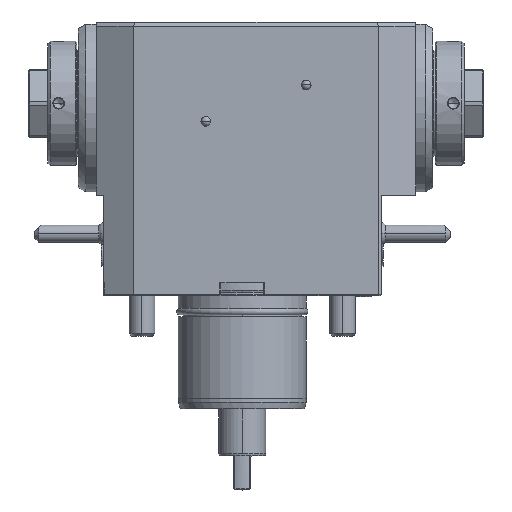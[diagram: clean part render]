
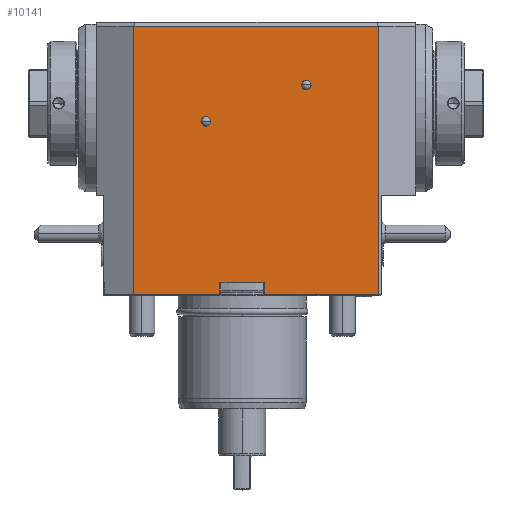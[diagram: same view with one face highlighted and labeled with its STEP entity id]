
A CAD part, top view. The second image highlights one B-rep face of the part: STEP entity #10141.
In plain terms, the highlighted planar face has unit normal (0, 0, 1).
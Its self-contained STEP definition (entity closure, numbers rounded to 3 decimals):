
#209=DIRECTION('',(-1.,0.,0.));
#210=VECTOR('',#209,21.);
#211=CARTESIAN_POINT('',(10.5,6.,54.));
#212=LINE('',#211,#210);
#1586=DIRECTION('',(0.,1.,0.));
#1587=VECTOR('',#1586,125.5);
#1588=CARTESIAN_POINT('',(-50.979,0.5,54.));
#1589=LINE('',#1588,#1587);
#1590=DIRECTION('',(-1.,0.,0.));
#1591=VECTOR('',#1590,114.759);
#1592=CARTESIAN_POINT('',(63.779,126.,54.));
#1593=LINE('',#1592,#1591);
#1594=DIRECTION('',(0.,-1.,0.));
#1595=VECTOR('',#1594,125.5);
#1596=CARTESIAN_POINT('',(63.779,126.,54.));
#1597=LINE('',#1596,#1595);
#1598=DIRECTION('',(-1.,0.,0.));
#1599=VECTOR('',#1598,53.279);
#1600=CARTESIAN_POINT('',(63.779,0.5,54.));
#1601=LINE('',#1600,#1599);
#1602=DIRECTION('',(0.,-1.,0.));
#1603=VECTOR('',#1602,5.5);
#1604=CARTESIAN_POINT('',(10.5,6.,54.));
#1605=LINE('',#1604,#1603);
#1606=DIRECTION('',(0.,1.,0.));
#1607=VECTOR('',#1606,5.5);
#1608=CARTESIAN_POINT('',(-10.5,0.5,54.));
#1609=LINE('',#1608,#1607);
#1610=DIRECTION('',(-1.,0.,0.));
#1611=VECTOR('',#1610,40.479);
#1612=CARTESIAN_POINT('',(-10.5,0.5,54.));
#1613=LINE('',#1612,#1611);
#1614=CARTESIAN_POINT('',(-17.1,81.5,54.));
#1615=DIRECTION('',(0.,0.,-1.));
#1616=DIRECTION('',(-1.,0.,0.));
#1617=AXIS2_PLACEMENT_3D('',#1614,#1615,#1616);
#1619=CARTESIAN_POINT('',(-17.1,81.5,54.));
#1620=DIRECTION('',(0.,0.,-1.));
#1621=DIRECTION('',(1.,0.,0.));
#1622=AXIS2_PLACEMENT_3D('',#1619,#1620,#1621);
#1624=CARTESIAN_POINT('',(29.9,98.5,54.));
#1625=DIRECTION('',(0.,0.,-1.));
#1626=DIRECTION('',(-1.,0.,0.));
#1627=AXIS2_PLACEMENT_3D('',#1624,#1625,#1626);
#1629=CARTESIAN_POINT('',(29.9,98.5,54.));
#1630=DIRECTION('',(0.,0.,-1.));
#1631=DIRECTION('',(1.,0.,0.));
#1632=AXIS2_PLACEMENT_3D('',#1629,#1630,#1631);
#7180=CARTESIAN_POINT('',(-50.979,0.5,54.));
#7182=VERTEX_POINT('',#7180);
#7193=CARTESIAN_POINT('',(63.779,0.5,54.));
#7195=VERTEX_POINT('',#7193);
#7208=CARTESIAN_POINT('',(63.779,126.,54.));
#7209=VERTEX_POINT('',#7208);
#7220=CARTESIAN_POINT('',(-10.5,0.5,54.));
#7221=VERTEX_POINT('',#7220);
#7222=CARTESIAN_POINT('',(10.5,0.5,54.));
#7223=VERTEX_POINT('',#7222);
#7287=CARTESIAN_POINT('',(-50.979,126.,54.));
#7289=VERTEX_POINT('',#7287);
#7692=CARTESIAN_POINT('',(-19.35,81.5,54.));
#7693=CARTESIAN_POINT('',(-14.85,81.5,54.));
#7694=VERTEX_POINT('',#7692);
#7695=VERTEX_POINT('',#7693);
#7698=CARTESIAN_POINT('',(27.65,98.5,54.));
#7699=CARTESIAN_POINT('',(32.15,98.5,54.));
#7700=VERTEX_POINT('',#7698);
#7701=VERTEX_POINT('',#7699);
#7944=CARTESIAN_POINT('',(10.5,6.,54.));
#7946=VERTEX_POINT('',#7944);
#7948=CARTESIAN_POINT('',(-10.5,6.,54.));
#7950=VERTEX_POINT('',#7948);
#10113=CARTESIAN_POINT('',(-68.3,128.,54.));
#10114=DIRECTION('',(0.,0.,1.));
#10115=DIRECTION('',(0.,-1.,0.));
#10116=AXIS2_PLACEMENT_3D('',#10113,#10114,#10115);
#10117=PLANE('',#10116);
#10118=ORIENTED_EDGE('',*,*,#9480,.T.);
#10119=ORIENTED_EDGE('',*,*,#10107,.F.);
#10120=ORIENTED_EDGE('',*,*,#10022,.T.);
#10121=ORIENTED_EDGE('',*,*,#8321,.T.);
#10122=ORIENTED_EDGE('',*,*,#8337,.F.);
#10123=ORIENTED_EDGE('',*,*,#8361,.T.);
#10125=ORIENTED_EDGE('',*,*,#10124,.F.);
#10126=ORIENTED_EDGE('',*,*,#9540,.T.);
#10127=EDGE_LOOP('',(#10118,#10119,#10120,#10121,#10122,#10123,#10125,#10126));
#10128=FACE_OUTER_BOUND('',#10127,.F.);
#10130=ORIENTED_EDGE('',*,*,#10129,.F.);
#10132=ORIENTED_EDGE('',*,*,#10131,.F.);
#10133=EDGE_LOOP('',(#10130,#10132));
#10134=FACE_BOUND('',#10133,.F.);
#10136=ORIENTED_EDGE('',*,*,#10135,.F.);
#10138=ORIENTED_EDGE('',*,*,#10137,.F.);
#10139=EDGE_LOOP('',(#10136,#10138));
#10140=FACE_BOUND('',#10139,.F.);
#1618=CIRCLE('',#1617,2.25);
#1623=CIRCLE('',#1622,2.25);
#1628=CIRCLE('',#1627,2.25);
#1633=CIRCLE('',#1632,2.25);
#8321=EDGE_CURVE('',#7195,#7223,#1601,.T.);
#8337=EDGE_CURVE('',#7946,#7223,#1605,.T.);
#8361=EDGE_CURVE('',#7946,#7950,#212,.T.);
#9480=EDGE_CURVE('',#7182,#7289,#1589,.T.);
#9540=EDGE_CURVE('',#7221,#7182,#1613,.T.);
#10022=EDGE_CURVE('',#7209,#7195,#1597,.T.);
#10107=EDGE_CURVE('',#7209,#7289,#1593,.T.);
#10124=EDGE_CURVE('',#7221,#7950,#1609,.T.);
#10129=EDGE_CURVE('',#7694,#7695,#1618,.T.);
#10131=EDGE_CURVE('',#7695,#7694,#1623,.T.);
#10135=EDGE_CURVE('',#7700,#7701,#1628,.T.);
#10137=EDGE_CURVE('',#7701,#7700,#1633,.T.);
#10141=ADVANCED_FACE('',(#10128,#10134,#10140),#10117,.T.);
